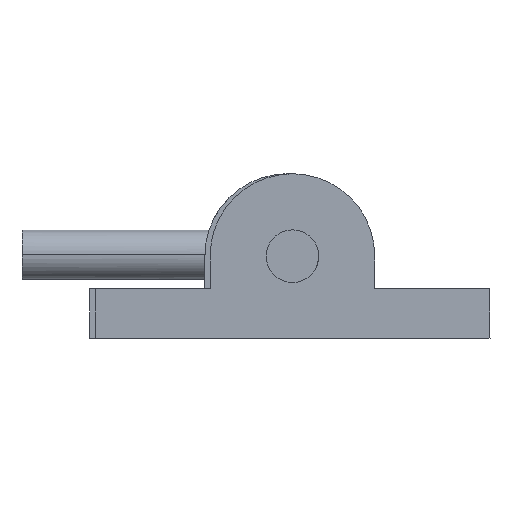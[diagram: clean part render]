
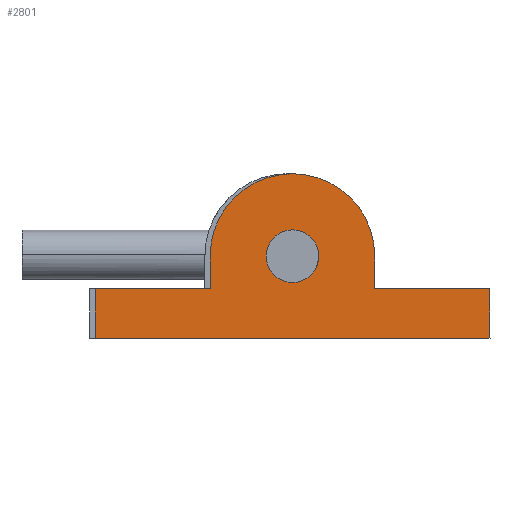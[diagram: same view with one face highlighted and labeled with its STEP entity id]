
A CAD part, left-side view. The second image highlights one B-rep face of the part: STEP entity #2801.
In plain terms, the highlighted planar face has unit normal (-1, 0, 0).
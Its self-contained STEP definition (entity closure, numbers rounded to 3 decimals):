
#1837=CARTESIAN_POINT('',(-0.998,0.97,0.534));
#1838=VERTEX_POINT('',#1837);
#1847=CARTESIAN_POINT('',(-0.998,0.749,0.625));
#1848=VERTEX_POINT('',#1847);
#1849=CARTESIAN_POINT('',(-0.998,0.749,0.313));
#1850=DIRECTION('',(-1.0,0.,0.));
#1851=DIRECTION('',(0.,0.707,0.707));
#1852=AXIS2_PLACEMENT_3D('',#1849,#1850,#1851);
#1853=CIRCLE('',#1852,0.312);
#1854=EDGE_CURVE('',#1848,#1838,#1853,.T.);
#1879=CARTESIAN_POINT('',(-0.998,0.528,0.534));
#1880=VERTEX_POINT('',#1879);
#1889=CARTESIAN_POINT('',(-0.998,0.436,0.313));
#1890=VERTEX_POINT('',#1889);
#1891=CARTESIAN_POINT('',(-0.998,0.748,0.313));
#1892=DIRECTION('',(-1.0,0.,0.));
#1893=DIRECTION('',(0.,-0.707,0.707));
#1894=AXIS2_PLACEMENT_3D('',#1891,#1892,#1893);
#1895=CIRCLE('',#1894,0.312);
#1896=EDGE_CURVE('',#1890,#1880,#1895,.T.);
#1965=CARTESIAN_POINT('',(-0.998,0.848,0.312));
#1966=VERTEX_POINT('',#1965);
#1982=CARTESIAN_POINT('',(-0.998,0.648,0.312));
#1983=VERTEX_POINT('',#1982);
#1990=CARTESIAN_POINT('',(-0.998,0.748,0.312));
#1991=DIRECTION('',(1.0,0.0,0.0));
#1992=DIRECTION('',(0.0,1.0,0.0));
#1993=AXIS2_PLACEMENT_3D('',#1990,#1991,#1992);
#1994=CIRCLE('',#1993,0.1);
#1995=EDGE_CURVE('',#1966,#1983,#1994,.T.);
#2394=CARTESIAN_POINT('',(-0.998,0.748,0.312));
#2395=DIRECTION('',(1.0,0.0,0.0));
#2396=DIRECTION('',(0.0,1.0,0.0));
#2397=AXIS2_PLACEMENT_3D('',#2394,#2395,#2396);
#2398=CIRCLE('',#2397,0.1);
#2399=EDGE_CURVE('',#1983,#1966,#2398,.T.);
#2465=CARTESIAN_POINT('',(-0.998,0.436,0.188));
#2466=VERTEX_POINT('',#2465);
#2473=CARTESIAN_POINT('',(-0.998,-0.001,0.188));
#2474=VERTEX_POINT('',#2473);
#2475=CARTESIAN_POINT('',(-0.998,-0.001,0.188));
#2476=DIRECTION('',(0.0,1.0,0.0));
#2477=VECTOR('',#2476,0.437);
#2478=LINE('',#2475,#2477);
#2479=EDGE_CURVE('',#2474,#2466,#2478,.T.);
#2510=CARTESIAN_POINT('',(-0.998,0.436,0.188));
#2511=DIRECTION('',(0.0,0.0,1.0));
#2512=VECTOR('',#2511,0.125);
#2513=LINE('',#2510,#2512);
#2514=EDGE_CURVE('',#2466,#1890,#2513,.T.);
#2535=CARTESIAN_POINT('',(-0.998,0.748,0.625));
#2536=VERTEX_POINT('',#2535);
#2543=CARTESIAN_POINT('',(-0.998,0.748,0.313));
#2544=DIRECTION('',(-1.0,0.,0.));
#2545=DIRECTION('',(0.,-0.707,0.707));
#2546=AXIS2_PLACEMENT_3D('',#2543,#2544,#2545);
#2547=CIRCLE('',#2546,0.312);
#2548=EDGE_CURVE('',#1880,#2536,#2547,.T.);
#2565=CARTESIAN_POINT('',(-0.998,0.748,0.625));
#2566=DIRECTION('',(0.0,1.0,0.0));
#2567=VECTOR('',#2566,0.001);
#2568=LINE('',#2565,#2567);
#2569=EDGE_CURVE('',#2536,#1848,#2568,.T.);
#2590=CARTESIAN_POINT('',(-0.998,1.061,0.313));
#2591=VERTEX_POINT('',#2590);
#2598=CARTESIAN_POINT('',(-0.998,0.749,0.313));
#2599=DIRECTION('',(-1.0,0.,0.));
#2600=DIRECTION('',(0.,0.707,0.707));
#2601=AXIS2_PLACEMENT_3D('',#2598,#2599,#2600);
#2602=CIRCLE('',#2601,0.312);
#2603=EDGE_CURVE('',#1838,#2591,#2602,.T.);
#2621=CARTESIAN_POINT('',(-0.998,1.061,0.188));
#2622=VERTEX_POINT('',#2621);
#2629=CARTESIAN_POINT('',(-0.998,1.061,0.313));
#2630=DIRECTION('',(0.0,0.0,-1.0));
#2631=VECTOR('',#2630,0.125);
#2632=LINE('',#2629,#2631);
#2633=EDGE_CURVE('',#2591,#2622,#2632,.T.);
#2652=CARTESIAN_POINT('',(-0.998,1.498,0.188));
#2653=VERTEX_POINT('',#2652);
#2660=CARTESIAN_POINT('',(-0.998,1.061,0.188));
#2661=DIRECTION('',(0.0,1.0,0.0));
#2662=VECTOR('',#2661,0.437);
#2663=LINE('',#2660,#2662);
#2664=EDGE_CURVE('',#2622,#2653,#2663,.T.);
#2691=CARTESIAN_POINT('',(-0.998,1.498,0.));
#2692=VERTEX_POINT('',#2691);
#2699=CARTESIAN_POINT('',(-0.998,1.498,0.188));
#2700=DIRECTION('',(0.0,0.0,-1.0));
#2701=VECTOR('',#2700,0.188);
#2702=LINE('',#2699,#2701);
#2703=EDGE_CURVE('',#2653,#2692,#2702,.T.);
#2722=CARTESIAN_POINT('',(-0.998,-0.002,0.0));
#2723=VERTEX_POINT('',#2722);
#2730=CARTESIAN_POINT('',(-0.998,1.498,0.));
#2731=DIRECTION('',(0.0,-1.0,0.0));
#2732=VECTOR('',#2731,1.5);
#2733=LINE('',#2730,#2732);
#2734=EDGE_CURVE('',#2692,#2723,#2733,.T.);
#2768=CARTESIAN_POINT('',(-0.998,-0.002,0.0));
#2769=DIRECTION('',(0.0,0.005,1.));
#2770=VECTOR('',#2769,0.188);
#2771=LINE('',#2768,#2770);
#2772=EDGE_CURVE('',#2723,#2474,#2771,.T.);
#2778=CARTESIAN_POINT('',(-0.998,-0.077,-0.031));
#2779=DIRECTION('',(-1.0,0.0,0.0));
#2780=DIRECTION('',(0.0,0.0,1.0));
#2781=AXIS2_PLACEMENT_3D('',#2778,#2779,#2780);
#2782=PLANE('',#2781);
#2783=ORIENTED_EDGE('',*,*,#2772,.T.);
#2784=ORIENTED_EDGE('',*,*,#2479,.T.);
#2785=ORIENTED_EDGE('',*,*,#2514,.T.);
#2786=ORIENTED_EDGE('',*,*,#1896,.T.);
#2787=ORIENTED_EDGE('',*,*,#2548,.T.);
#2788=ORIENTED_EDGE('',*,*,#2569,.T.);
#2789=ORIENTED_EDGE('',*,*,#1854,.T.);
#2790=ORIENTED_EDGE('',*,*,#2603,.T.);
#2791=ORIENTED_EDGE('',*,*,#2633,.T.);
#2792=ORIENTED_EDGE('',*,*,#2664,.T.);
#2793=ORIENTED_EDGE('',*,*,#2703,.T.);
#2794=ORIENTED_EDGE('',*,*,#2734,.T.);
#2795=EDGE_LOOP('',(#2783,#2784,#2785,#2786,#2787,#2788,#2789,#2790,#2791,#2792,#2793,#2794));
#2796=FACE_OUTER_BOUND('',#2795,.T.);
#2797=ORIENTED_EDGE('',*,*,#1995,.T.);
#2798=ORIENTED_EDGE('',*,*,#2399,.T.);
#2799=EDGE_LOOP('',(#2797,#2798));
#2800=FACE_BOUND('',#2799,.T.);
#2801=ADVANCED_FACE('',(#2796,#2800),#2782,.T.);
